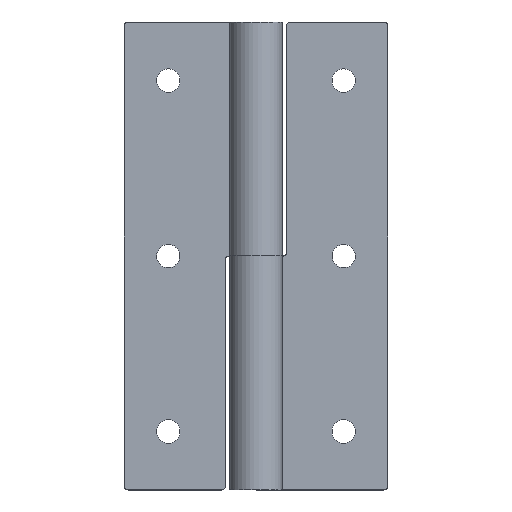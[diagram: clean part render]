
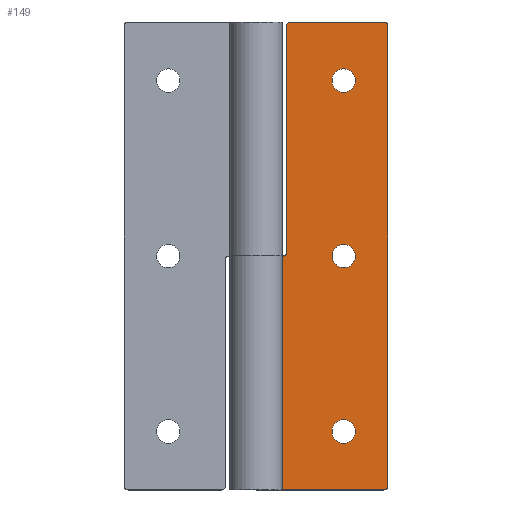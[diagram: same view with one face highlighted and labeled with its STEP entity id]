
A CAD part, top view. The second image highlights one B-rep face of the part: STEP entity #149.
In plain terms, the highlighted planar face has unit normal (0, 0, 1).
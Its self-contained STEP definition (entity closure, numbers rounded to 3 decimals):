
#149=ADVANCED_FACE('',(#196,#197,#198,#199),#195,.T.);
#195=PLANE('',#670);
#196=FACE_OUTER_BOUND('',#671,.T.);
#197=FACE_BOUND('',#672,.T.);
#198=FACE_BOUND('',#673,.T.);
#199=FACE_BOUND('',#674,.T.);
#667=CARTESIAN_POINT('',(-1.8,-6.4,-2.));
#668=DIRECTION('',(0.,0.,1.));
#669=DIRECTION('',(1.,0.,0.));
#670=AXIS2_PLACEMENT_3D('',#667,#668,#669);
#671=EDGE_LOOP('',(#921,#922,#923,#924,#925,#926,#927,#928,#929,#930));
#672=EDGE_LOOP('',(#931,#932));
#673=EDGE_LOOP('',(#933,#934));
#674=EDGE_LOOP('',(#935,#936));
#921=ORIENTED_EDGE('',*,*,#1157,.F.);
#922=ORIENTED_EDGE('',*,*,#1158,.T.);
#923=ORIENTED_EDGE('',*,*,#1159,.F.);
#924=ORIENTED_EDGE('',*,*,#1160,.T.);
#925=ORIENTED_EDGE('',*,*,#1161,.T.);
#926=ORIENTED_EDGE('',*,*,#1162,.T.);
#927=ORIENTED_EDGE('',*,*,#1163,.F.);
#928=ORIENTED_EDGE('',*,*,#1164,.F.);
#929=ORIENTED_EDGE('',*,*,#1165,.F.);
#930=ORIENTED_EDGE('',*,*,#1166,.T.);
#931=ORIENTED_EDGE('',*,*,#1167,.F.);
#932=ORIENTED_EDGE('',*,*,#1168,.F.);
#933=ORIENTED_EDGE('',*,*,#1169,.F.);
#934=ORIENTED_EDGE('',*,*,#1170,.F.);
#935=ORIENTED_EDGE('',*,*,#1171,.F.);
#936=ORIENTED_EDGE('',*,*,#1172,.F.);
#1157=EDGE_CURVE('',#1275,#1276,#1277,.T.);
#1158=EDGE_CURVE('',#1275,#1283,#1284,.T.);
#1159=EDGE_CURVE('',#1290,#1283,#1291,.T.);
#1160=EDGE_CURVE('',#1290,#1297,#1298,.T.);
#1161=EDGE_CURVE('',#1297,#1304,#1305,.T.);
#1162=EDGE_CURVE('',#1304,#1311,#1312,.T.);
#1163=EDGE_CURVE('',#1318,#1311,#1319,.T.);
#1164=EDGE_CURVE('',#1325,#1318,#1326,.T.);
#1165=EDGE_CURVE('',#1332,#1325,#1333,.T.);
#1166=EDGE_CURVE('',#1332,#1276,#1339,.T.);
#1167=EDGE_CURVE('',#1345,#1346,#1347,.T.);
#1168=EDGE_CURVE('',#1346,#1345,#1353,.T.);
#1169=EDGE_CURVE('',#1359,#1360,#1361,.T.);
#1170=EDGE_CURVE('',#1360,#1359,#1367,.T.);
#1171=EDGE_CURVE('',#1373,#1374,#1375,.T.);
#1172=EDGE_CURVE('',#1374,#1373,#1381,.T.);
#1275=VERTEX_POINT('',#2061);
#1276=VERTEX_POINT('',#2062);
#1277=LINE('',#2063,#2064);
#1283=VERTEX_POINT('',#2066);
#1284=CIRCLE('',#2070,0.5);
#1290=VERTEX_POINT('',#2071);
#1291=LINE('',#2072,#2073);
#1297=VERTEX_POINT('',#2075);
#1298=CIRCLE('',#2079,0.5);
#1304=VERTEX_POINT('',#2080);
#1305=LINE('',#2081,#2082);
#1311=VERTEX_POINT('',#2084);
#1312=CIRCLE('',#2088,0.5);
#1318=VERTEX_POINT('',#2089);
#1319=LINE('',#2090,#2091);
#1325=VERTEX_POINT('',#2093);
#1326=CIRCLE('',#2097,0.5);
#1332=VERTEX_POINT('',#2098);
#1333=LINE('',#2099,#2100);
#1339=LINE('',#2102,#2103);
#1345=VERTEX_POINT('',#2105);
#1346=VERTEX_POINT('',#2106);
#1347=CIRCLE('',#2110,1.6);
#1353=CIRCLE('',#2114,1.6);
#1359=VERTEX_POINT('',#2115);
#1360=VERTEX_POINT('',#2116);
#1361=CIRCLE('',#2120,1.6);
#1367=CIRCLE('',#2124,1.6);
#1373=VERTEX_POINT('',#2125);
#1374=VERTEX_POINT('',#2126);
#1375=CIRCLE('',#2130,1.6);
#1381=CIRCLE('',#2134,1.6);
#2061=CARTESIAN_POINT('',(17.5,0.,-2.));
#2062=CARTESIAN_POINT('',(0.,0.,-2.));
#2063=CARTESIAN_POINT('',(17.5,0.,-2.));
#2064=VECTOR('',#2065,17.5);
#2065=DIRECTION('',(-1.,0.,0.));
#2066=CARTESIAN_POINT('',(18.,0.5,-2.));
#2067=CARTESIAN_POINT('',(17.5,0.5,-2.));
#2068=DIRECTION('',(0.,0.,1.));
#2069=DIRECTION('',(-1.,0.,0.));
#2070=AXIS2_PLACEMENT_3D('',#2067,#2068,#2069);
#2071=CARTESIAN_POINT('',(18.,63.5,-2.));
#2072=CARTESIAN_POINT('',(18.,63.5,-2.));
#2073=VECTOR('',#2074,63.);
#2074=DIRECTION('',(0.,-1.,0.));
#2075=CARTESIAN_POINT('',(17.5,64.,-2.));
#2076=CARTESIAN_POINT('',(17.5,63.5,-2.));
#2077=DIRECTION('',(0.,0.,1.));
#2078=DIRECTION('',(-1.,0.,0.));
#2079=AXIS2_PLACEMENT_3D('',#2076,#2077,#2078);
#2080=CARTESIAN_POINT('',(4.7,64.,-2.));
#2081=CARTESIAN_POINT('',(17.5,64.,-2.));
#2082=VECTOR('',#2083,12.8);
#2083=DIRECTION('',(-1.,0.,0.));
#2084=CARTESIAN_POINT('',(4.2,63.5,-2.));
#2085=CARTESIAN_POINT('',(4.7,63.5,-2.));
#2086=DIRECTION('',(0.,0.,1.));
#2087=DIRECTION('',(-1.,0.,0.));
#2088=AXIS2_PLACEMENT_3D('',#2085,#2086,#2087);
#2089=CARTESIAN_POINT('',(4.2,32.5,-2.));
#2090=CARTESIAN_POINT('',(4.2,32.5,-2.));
#2091=VECTOR('',#2092,31.);
#2092=DIRECTION('',(0.,1.,0.));
#2093=CARTESIAN_POINT('',(3.7,32.,-2.));
#2094=CARTESIAN_POINT('',(3.7,32.5,-2.));
#2095=DIRECTION('',(0.,0.,1.));
#2096=DIRECTION('',(-1.,0.,0.));
#2097=AXIS2_PLACEMENT_3D('',#2094,#2095,#2096);
#2098=CARTESIAN_POINT('',(0.,32.,-2.));
#2099=CARTESIAN_POINT('',(0.,32.,-2.));
#2100=VECTOR('',#2101,3.7);
#2101=DIRECTION('',(1.,0.,0.));
#2102=CARTESIAN_POINT('',(0.,32.,-2.));
#2103=VECTOR('',#2104,32.);
#2104=DIRECTION('',(0.,-1.,0.));
#2105=CARTESIAN_POINT('',(10.4,32.,-2.));
#2106=CARTESIAN_POINT('',(13.6,32.,-2.));
#2107=CARTESIAN_POINT('',(12.,32.,-2.));
#2108=DIRECTION('',(0.,0.,1.));
#2109=DIRECTION('',(1.,0.,0.));
#2110=AXIS2_PLACEMENT_3D('',#2107,#2108,#2109);
#2111=CARTESIAN_POINT('',(12.,32.,-2.));
#2112=DIRECTION('',(0.,0.,1.));
#2113=DIRECTION('',(1.,0.,0.));
#2114=AXIS2_PLACEMENT_3D('',#2111,#2112,#2113);
#2115=CARTESIAN_POINT('',(10.4,8.,-2.));
#2116=CARTESIAN_POINT('',(13.6,8.,-2.));
#2117=CARTESIAN_POINT('',(12.,8.,-2.));
#2118=DIRECTION('',(0.,0.,1.));
#2119=DIRECTION('',(1.,0.,0.));
#2120=AXIS2_PLACEMENT_3D('',#2117,#2118,#2119);
#2121=CARTESIAN_POINT('',(12.,8.,-2.));
#2122=DIRECTION('',(0.,0.,1.));
#2123=DIRECTION('',(1.,0.,0.));
#2124=AXIS2_PLACEMENT_3D('',#2121,#2122,#2123);
#2125=CARTESIAN_POINT('',(10.4,56.,-2.));
#2126=CARTESIAN_POINT('',(13.6,56.,-2.));
#2127=CARTESIAN_POINT('',(12.,56.,-2.));
#2128=DIRECTION('',(0.,0.,1.));
#2129=DIRECTION('',(1.,0.,0.));
#2130=AXIS2_PLACEMENT_3D('',#2127,#2128,#2129);
#2131=CARTESIAN_POINT('',(12.,56.,-2.));
#2132=DIRECTION('',(0.,0.,1.));
#2133=DIRECTION('',(1.,0.,0.));
#2134=AXIS2_PLACEMENT_3D('',#2131,#2132,#2133);
